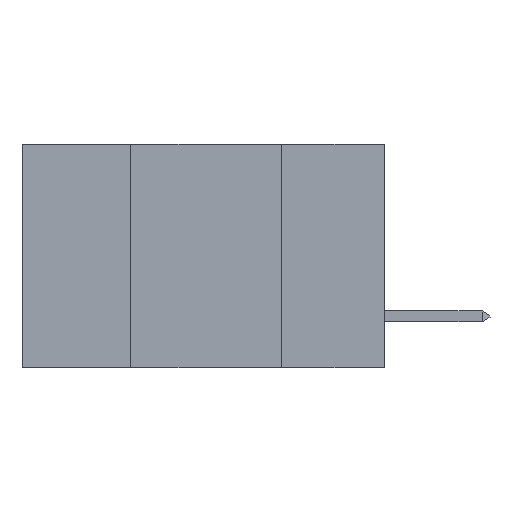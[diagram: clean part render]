
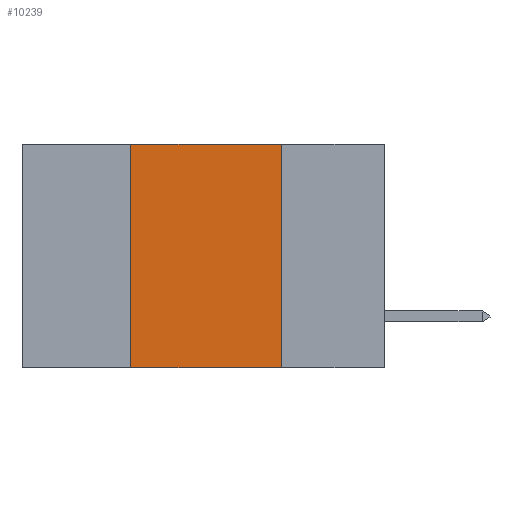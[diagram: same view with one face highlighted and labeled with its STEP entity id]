
A CAD part, left-side view. The second image highlights one B-rep face of the part: STEP entity #10239.
In plain terms, the highlighted planar face has unit normal (-1, 0, 0).
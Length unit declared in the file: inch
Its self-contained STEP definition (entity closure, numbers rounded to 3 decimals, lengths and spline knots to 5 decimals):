
#1804 = LINE ( 'NONE', #16473, #25276 ) ;
#2777 = FACE_OUTER_BOUND ( 'NONE', #20449, .T. ) ;
#3100 = VECTOR ( 'NONE', #21597, 39.37008 ) ;
#3130 = EDGE_CURVE ( 'NONE', #3964, #24446, #1804, .T. ) ;
#3964 = VERTEX_POINT ( 'NONE', #19263 ) ;
#5521 = CARTESIAN_POINT ( 'NONE',  ( 0., 0.42, 0. ) ) ;
#5914 = CARTESIAN_POINT ( 'NONE',  ( 0., 0.6, 0. ) ) ;
#6406 = CARTESIAN_POINT ( 'NONE',  ( 0., 0.17, 0. ) ) ;
#6622 = EDGE_CURVE ( 'NONE', #24446, #20399, #20563, .T. ) ;
#7450 = EDGE_CURVE ( 'NONE', #23929, #3964, #20835, .T. ) ;
#7828 = DIRECTION ( 'NONE',  ( 0., 0., 1. ) ) ;
#10239 = ADVANCED_FACE ( 'NONE', ( #2777 ), #21935, .F. ) ;
#10823 = EDGE_CURVE ( 'NONE', #23929, #20399, #21327, .T. ) ;
#10830 = AXIS2_PLACEMENT_3D ( 'NONE', #5914, #26371, #12936 ) ;
#11025 = CARTESIAN_POINT ( 'NONE',  ( 0., 0.17, 0. ) ) ;
#11150 = ORIENTED_EDGE ( 'NONE', *, *, #7450, .F. ) ;
#11157 = CARTESIAN_POINT ( 'NONE',  ( 0., 0.17, -0.37 ) ) ;
#11530 = CARTESIAN_POINT ( 'NONE',  ( 0., 0.42, -0.37 ) ) ;
#12936 = DIRECTION ( 'NONE',  ( 0., 0., -1. ) ) ;
#14531 = VECTOR ( 'NONE', #17888, 39.37008 ) ;
#14833 = VECTOR ( 'NONE', #7828, 39.37008 ) ;
#16473 = CARTESIAN_POINT ( 'NONE',  ( 0., 0.6, 0. ) ) ;
#16512 = DIRECTION ( 'NONE',  ( 0., -1., 0. ) ) ;
#17888 = DIRECTION ( 'NONE',  ( 0., 0., -1. ) ) ;
#19263 = CARTESIAN_POINT ( 'NONE',  ( 0., 0.42, 0. ) ) ;
#20399 = VERTEX_POINT ( 'NONE', #11157 ) ;
#20449 = EDGE_LOOP ( 'NONE', ( #24211, #25617, #11150, #22843 ) ) ;
#20563 = LINE ( 'NONE', #11025, #14531 ) ;
#20835 = LINE ( 'NONE', #5521, #14833 ) ;
#21327 = LINE ( 'NONE', #28296, #3100 ) ;
#21597 = DIRECTION ( 'NONE',  ( 0., -1., 0. ) ) ;
#21935 = PLANE ( 'NONE',  #10830 ) ;
#22843 = ORIENTED_EDGE ( 'NONE', *, *, #10823, .T. ) ;
#23929 = VERTEX_POINT ( 'NONE', #11530 ) ;
#24211 = ORIENTED_EDGE ( 'NONE', *, *, #6622, .F. ) ;
#24446 = VERTEX_POINT ( 'NONE', #6406 ) ;
#25276 = VECTOR ( 'NONE', #16512, 39.37008 ) ;
#25617 = ORIENTED_EDGE ( 'NONE', *, *, #3130, .F. ) ;
#26371 = DIRECTION ( 'NONE',  ( 1., 0., 0. ) ) ;
#28296 = CARTESIAN_POINT ( 'NONE',  ( 0., 0.6, -0.37 ) ) ;
